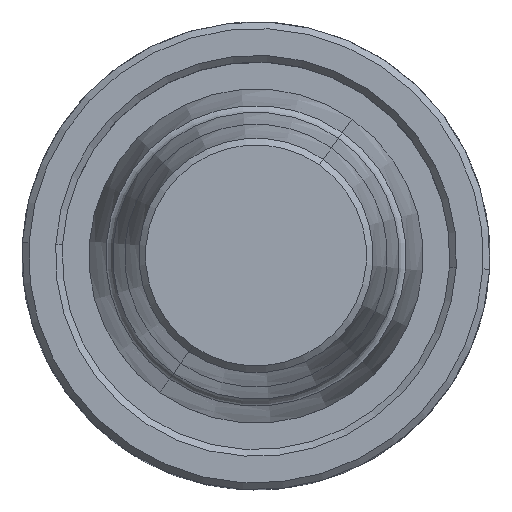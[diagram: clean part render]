
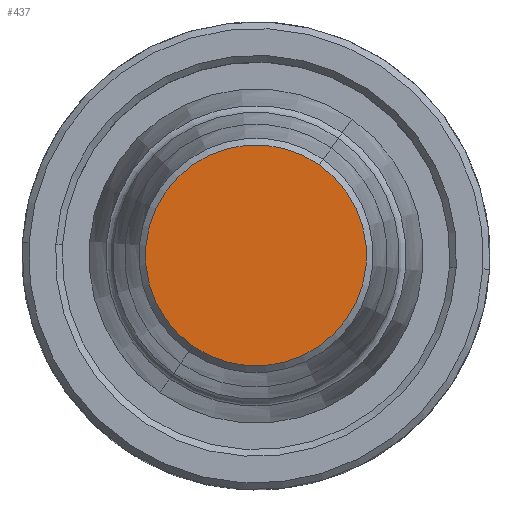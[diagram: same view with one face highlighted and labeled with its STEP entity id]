
A CAD part, top view. The second image highlights one B-rep face of the part: STEP entity #437.
In plain terms, the highlighted planar face has unit normal (0, 0, 1).
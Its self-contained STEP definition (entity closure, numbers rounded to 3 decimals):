
#140=PLANE('',#2746);
#437=ADVANCED_FACE('',(#609),#140,.T.);
#609=FACE_OUTER_BOUND('',#770,.T.);
#770=EDGE_LOOP('',(#1722,#1723));
#1722=ORIENTED_EDGE('',*,*,#2349,.T.);
#1723=ORIENTED_EDGE('',*,*,#2350,.T.);
#1994=VERTEX_POINT('',#4928);
#1995=VERTEX_POINT('',#4929);
#2349=EDGE_CURVE('',#1994,#1995,#2485,.T.);
#2350=EDGE_CURVE('',#1995,#1994,#2486,.T.);
#2485=CIRCLE('',#2744,8.264);
#2486=CIRCLE('',#2745,8.264);
#2744=AXIS2_PLACEMENT_3D('',#4927,#3378,#3379);
#2745=AXIS2_PLACEMENT_3D('',#4930,#3380,#3381);
#2746=AXIS2_PLACEMENT_3D('',#4931,#3382,#3383);
#3378=DIRECTION('',(0.,0.,1.));
#3379=DIRECTION('',(-0.819,0.574,0.));
#3380=DIRECTION('',(0.,0.,1.));
#3381=DIRECTION('',(-0.819,0.574,0.));
#3382=DIRECTION('',(0.,0.,1.));
#3383=DIRECTION('',(0.819,-0.574,0.));
#4927=CARTESIAN_POINT('',(0.,0.,17.35));
#4928=CARTESIAN_POINT('',(-4.74,-6.77,17.35));
#4929=CARTESIAN_POINT('',(4.74,6.77,17.35));
#4930=CARTESIAN_POINT('',(0.,0.,17.35));
#4931=CARTESIAN_POINT('',(-14.746,-1.882,17.35));
